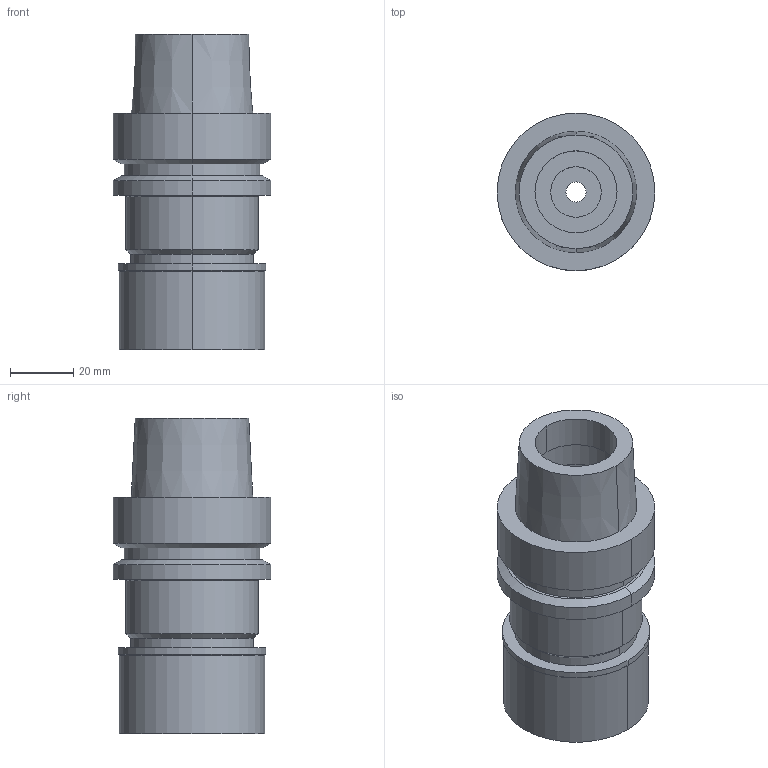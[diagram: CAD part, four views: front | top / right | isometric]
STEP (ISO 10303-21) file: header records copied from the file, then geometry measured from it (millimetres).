
FILE_DESCRIPTION((''),'2;1');
FILE_NAME('HE50MN20075-200_ASM','2018-02-20T',('ykawabe'),(''),'CREO PARAMETRIC BY PTC INC, 2016380','CREO PARAMETRIC BY PTC INC, 2016380','');
FILE_SCHEMA(('AUTOMOTIVE_DESIGN { 1 0 10303 214 1 1 1 1 }'));
Length unit declared in the file: millimetre
Products named in the file (5): HSK-E50-MEGA20N-75_1; NBC20-20_1; MGN20_1; DXF_TEMP_ASSY_ASM_4_ASM; HE50MN20075-200_ASM
Assembly tree (4 placements, depth 3):
  HE50MN20075-200_ASM
    DXF_TEMP_ASSY_ASM_4_ASM
      HSK-E50-MEGA20N-75_1
      NBC20-20_1
      MGN20_1
Bounding box: 50 x 50 x 100 mm (x, y, z)
Volume: 108014.9 mm3; surface area: 37973 mm2
Topology: 3 solids, 3 shells, 92 faces, 184 edges, 114 vertices
Faces by surface type: cylinder 46, cone 22, plane 22, torus 2
Entity records: 3705 total; most frequent: DIRECTION 530, CARTESIAN_POINT 425, ORIENTED_EDGE 368, AXIS2_PLACEMENT_3D 231, PRESENTATION_STYLE_ASSIGNMENT 192, STYLED_ITEM 192, CURVE_STYLE 189, EDGE_CURVE 184
